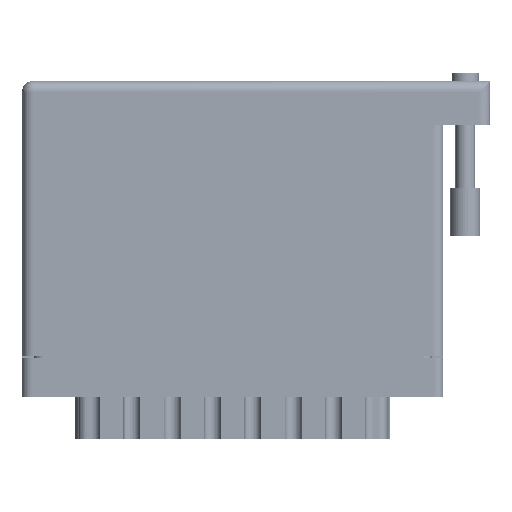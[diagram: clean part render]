
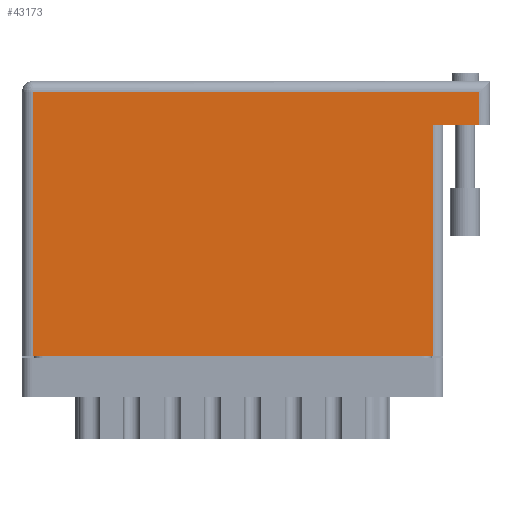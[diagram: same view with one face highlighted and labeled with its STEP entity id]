
A CAD part, front view. The second image highlights one B-rep face of the part: STEP entity #43173.
In plain terms, the highlighted face is planar.
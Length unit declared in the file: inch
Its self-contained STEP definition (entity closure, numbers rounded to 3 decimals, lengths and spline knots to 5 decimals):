
#609 = DIRECTION ( 'NONE',  ( 1., 0., 0. ) ) ;
#2785 = DIRECTION ( 'NONE',  ( 0., 0., -1. ) ) ;
#2806 = CARTESIAN_POINT ( 'NONE',  ( 2.648, 0., 0. ) ) ;
#4141 = CARTESIAN_POINT ( 'NONE',  ( 0.07, 0., 0. ) ) ;
#6533 = DIRECTION ( 'NONE',  ( -1., 0., 0. ) ) ;
#9609 = DIRECTION ( 'NONE',  ( 0., 1., 0. ) ) ;
#10995 = CARTESIAN_POINT ( 'NONE',  ( 0.07, 1.705, 0. ) ) ;
#11712 = CARTESIAN_POINT ( 'NONE',  ( 2.648, 1.495, 0. ) ) ;
#12393 = LINE ( 'NONE', #4141, #23420 ) ;
#13176 = VECTOR ( 'NONE', #9609, 39.37008 ) ;
#14441 = CARTESIAN_POINT ( 'NONE',  ( 2.948, 1.775, 0. ) ) ;
#17426 = LINE ( 'NONE', #41607, #76154 ) ;
#19581 = EDGE_CURVE ( 'NONE', #40863, #39838, #17426, .T. ) ;
#20283 = VERTEX_POINT ( 'NONE', #68326 ) ;
#20665 = DIRECTION ( 'NONE',  ( 0., 1., 0. ) ) ;
#21683 = CARTESIAN_POINT ( 'NONE',  ( 2.948, 1.705, 0. ) ) ;
#22570 = LINE ( 'NONE', #14441, #40043 ) ;
#23147 = CARTESIAN_POINT ( 'NONE',  ( 2.948, 1.495, 0. ) ) ;
#23420 = VECTOR ( 'NONE', #74147, 39.37008 ) ;
#24553 = ORIENTED_EDGE ( 'NONE', *, *, #74022, .T. ) ;
#26359 = VERTEX_POINT ( 'NONE', #2806 ) ;
#29160 = ORIENTED_EDGE ( 'NONE', *, *, #40742, .T. ) ;
#29760 = DIRECTION ( 'NONE',  ( -1., 0., 0. ) ) ;
#30008 = CARTESIAN_POINT ( 'NONE',  ( 3.018, 1.495, 0. ) ) ;
#32436 = PLANE ( 'NONE',  #46375 ) ;
#38772 = CARTESIAN_POINT ( 'NONE',  ( 2.648, 1.495, 0. ) ) ;
#39838 = VERTEX_POINT ( 'NONE', #10995 ) ;
#40043 = VECTOR ( 'NONE', #20665, 39.37008 ) ;
#40488 = EDGE_CURVE ( 'NONE', #47228, #49769, #44471, .T. ) ;
#40742 = EDGE_CURVE ( 'NONE', #47228, #40863, #22570, .T. ) ;
#40863 = VERTEX_POINT ( 'NONE', #21683 ) ;
#41607 = CARTESIAN_POINT ( 'NONE',  ( 0., 1.705, 0. ) ) ;
#42666 = EDGE_CURVE ( 'NONE', #39838, #20283, #12393, .T. ) ;
#43173 = ADVANCED_FACE ( 'NONE', ( #50150 ), #32436, .F. ) ;
#44471 = LINE ( 'NONE', #30008, #52744 ) ;
#45245 = ORIENTED_EDGE ( 'NONE', *, *, #40488, .F. ) ;
#45956 = LINE ( 'NONE', #59335, #50552 ) ;
#46375 = AXIS2_PLACEMENT_3D ( 'NONE', #61976, #2785, #56075 ) ;
#47228 = VERTEX_POINT ( 'NONE', #23147 ) ;
#49769 = VERTEX_POINT ( 'NONE', #11712 ) ;
#50150 = FACE_OUTER_BOUND ( 'NONE', #72405, .T. ) ;
#50552 = VECTOR ( 'NONE', #609, 39.37008 ) ;
#52744 = VECTOR ( 'NONE', #29760, 39.37008 ) ;
#52818 = ORIENTED_EDGE ( 'NONE', *, *, #42666, .T. ) ;
#56075 = DIRECTION ( 'NONE',  ( -1., 0., 0. ) ) ;
#59335 = CARTESIAN_POINT ( 'NONE',  ( 0., 0., 0. ) ) ;
#61976 = CARTESIAN_POINT ( 'NONE',  ( 0., 1.775, 0. ) ) ;
#62039 = LINE ( 'NONE', #38772, #13176 ) ;
#68326 = CARTESIAN_POINT ( 'NONE',  ( 0.07, 0., 0. ) ) ;
#71314 = EDGE_CURVE ( 'NONE', #20283, #26359, #45956, .T. ) ;
#71656 = ORIENTED_EDGE ( 'NONE', *, *, #71314, .T. ) ;
#72405 = EDGE_LOOP ( 'NONE', ( #71656, #24553, #45245, #29160, #73835, #52818 ) ) ;
#73835 = ORIENTED_EDGE ( 'NONE', *, *, #19581, .T. ) ;
#74022 = EDGE_CURVE ( 'NONE', #26359, #49769, #62039, .T. ) ;
#74147 = DIRECTION ( 'NONE',  ( 0., -1., 0. ) ) ;
#76154 = VECTOR ( 'NONE', #6533, 39.37008 ) ;
